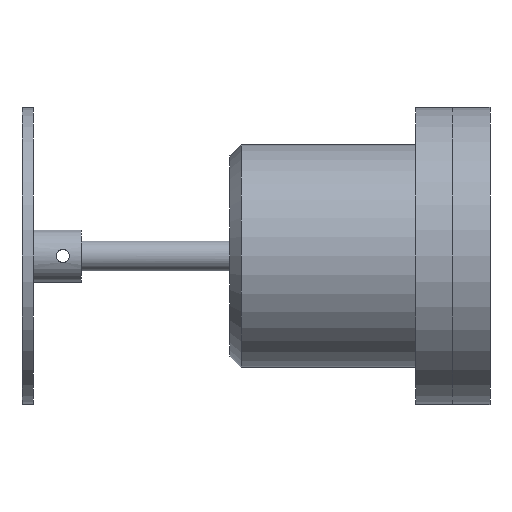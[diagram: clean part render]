
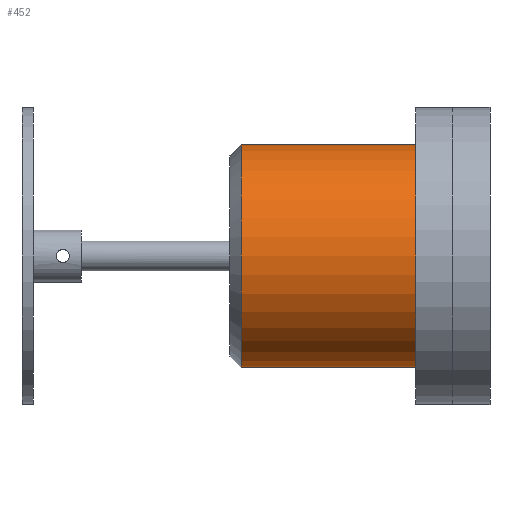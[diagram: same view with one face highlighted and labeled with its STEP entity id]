
A CAD part, left-side view. The second image highlights one B-rep face of the part: STEP entity #452.
In plain terms, the highlighted cylindrical face has radius 30 mm (diameter 60 mm), a partial arc.
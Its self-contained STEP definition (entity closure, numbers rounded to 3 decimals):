
#257 = ORIENTED_EDGE ( 'NONE', *, *, #492, .F. ) ;
#346 = DIRECTION ( 'NONE',  ( 0., 0., -1. ) ) ;
#436 = AXIS2_PLACEMENT_3D ( 'NONE', #1009, #1500, #346 ) ;
#452 = ADVANCED_FACE ( 'NONE', ( #1916 ), #2617, .T. ) ;
#478 = ORIENTED_EDGE ( 'NONE', *, *, #1975, .T. ) ;
#492 = EDGE_CURVE ( 'NONE', #2053, #1862, #1486, .T. ) ;
#528 = CARTESIAN_POINT ( 'NONE',  ( 0., 10., 0. ) ) ;
#725 = CARTESIAN_POINT ( 'NONE',  ( 0., 57., 30. ) ) ;
#754 = CIRCLE ( 'NONE', #796, 30. ) ;
#796 = AXIS2_PLACEMENT_3D ( 'NONE', #528, #2132, #1907 ) ;
#870 = CARTESIAN_POINT ( 'NONE',  ( 0., 60., -30. ) ) ;
#900 = CARTESIAN_POINT ( 'NONE',  ( 0., 57., 0. ) ) ;
#1006 = EDGE_CURVE ( 'NONE', #1284, #1862, #754, .T. ) ;
#1009 = CARTESIAN_POINT ( 'NONE',  ( 0., 60., 0. ) ) ;
#1064 = ORIENTED_EDGE ( 'NONE', *, *, #1919, .T. ) ;
#1101 = CARTESIAN_POINT ( 'NONE',  ( 0., 10., -30. ) ) ;
#1220 = DIRECTION ( 'NONE',  ( 0., -1., 0. ) ) ;
#1259 = CARTESIAN_POINT ( 'NONE',  ( 0., 60., 30. ) ) ;
#1261 = VERTEX_POINT ( 'NONE', #2042 ) ;
#1284 = VERTEX_POINT ( 'NONE', #1101 ) ;
#1323 = ORIENTED_EDGE ( 'NONE', *, *, #1006, .T. ) ;
#1486 = LINE ( 'NONE', #1259, #2067 ) ;
#1500 = DIRECTION ( 'NONE',  ( 0., -1., 0. ) ) ;
#1511 = VECTOR ( 'NONE', #1545, 1000. ) ;
#1545 = DIRECTION ( 'NONE',  ( 0., -1., 0. ) ) ;
#1786 = LINE ( 'NONE', #870, #1511 ) ;
#1862 = VERTEX_POINT ( 'NONE', #1912 ) ;
#1907 = DIRECTION ( 'NONE',  ( 0., 0., 1. ) ) ;
#1912 = CARTESIAN_POINT ( 'NONE',  ( 0., 10., 30. ) ) ;
#1916 = FACE_OUTER_BOUND ( 'NONE', #2296, .T. ) ;
#1919 = EDGE_CURVE ( 'NONE', #1261, #1284, #1786, .T. ) ;
#1975 = EDGE_CURVE ( 'NONE', #2053, #1261, #2668, .T. ) ;
#2042 = CARTESIAN_POINT ( 'NONE',  ( 0., 57., -30. ) ) ;
#2053 = VERTEX_POINT ( 'NONE', #725 ) ;
#2067 = VECTOR ( 'NONE', #1220, 1000. ) ;
#2132 = DIRECTION ( 'NONE',  ( 0., 1., 0. ) ) ;
#2249 = DIRECTION ( 'NONE',  ( 0., -1., 0. ) ) ;
#2296 = EDGE_LOOP ( 'NONE', ( #257, #478, #1064, #1323 ) ) ;
#2478 = DIRECTION ( 'NONE',  ( 0., 0., 1. ) ) ;
#2568 = AXIS2_PLACEMENT_3D ( 'NONE', #900, #2249, #2478 ) ;
#2617 = CYLINDRICAL_SURFACE ( 'NONE', #436, 30. ) ;
#2668 = CIRCLE ( 'NONE', #2568, 30. ) ;
